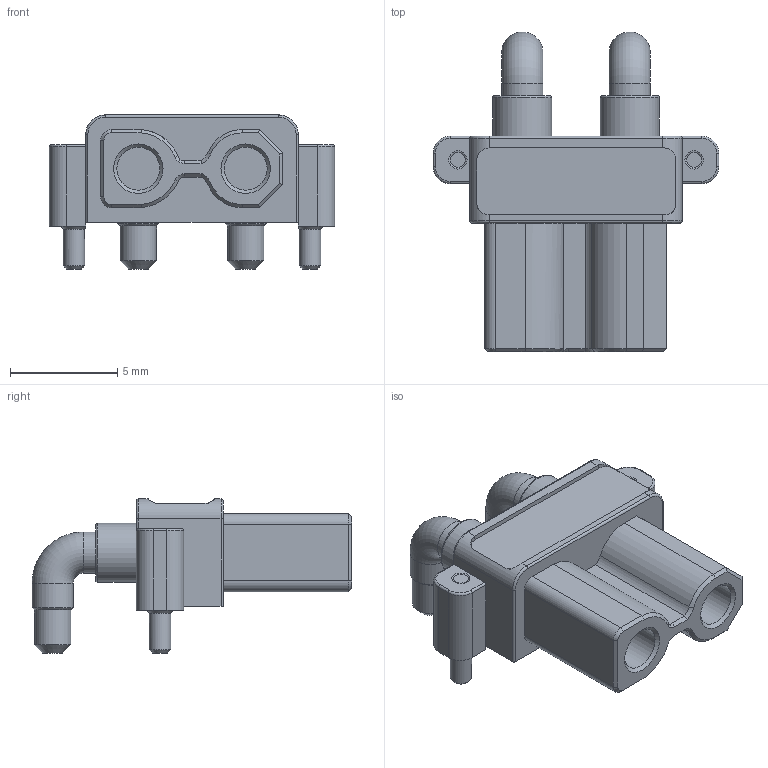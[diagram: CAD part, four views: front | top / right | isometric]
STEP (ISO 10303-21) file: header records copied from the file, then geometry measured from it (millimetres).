
FILE_DESCRIPTION(/* description */ ('Unknown'),/* implementation_level */ '2;1');
FILE_NAME(/* name */ 'XT30PW-F',/* time_stamp */ '2023-06-07T16:04:03+02:00',/* author */ ('Unknown'),/* organization */ ('Unknown'),/* preprocessor_version */ 'ST-DEVELOPER v18.102',/* originating_system */ 'Solid Edge',/* authorisation */ 'Unknown');
FILE_SCHEMA (('AUTOMOTIVE_DESIGN {1 0 10303 214 3 1 1}'));
Length unit declared in the file: millimetre
Products named in the file (1): XT30PW-F
Bounding box: 13.3 x 14.9 x 7.18 mm (x, y, z)
Volume: 379.7 mm3; surface area: 586.2 mm2
Topology: 1 solids, 1 shells, 130 faces, 304 edges, 187 vertices
Faces by surface type: plane 53, cylinder 43, cone 20, torus 14
Full cylindrical faces by diameter (mm): 1 x2, 1.7 x2, 1.92 x4, 2 x2, 2.75 x2
Entity records: 4418 total; most frequent: DIRECTION 635, CARTESIAN_POINT 614, ORIENTED_EDGE 534, EDGE_CURVE 267, AXIS2_PLACEMENT_3D 249, VERTEX_POINT 178, EDGE_LOOP 169, FACE_BOUND 169
